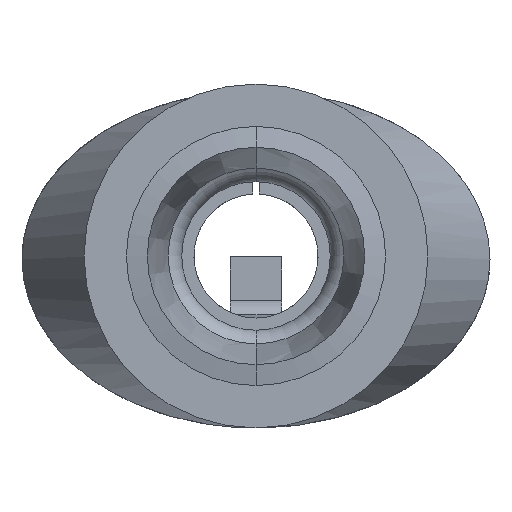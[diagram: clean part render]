
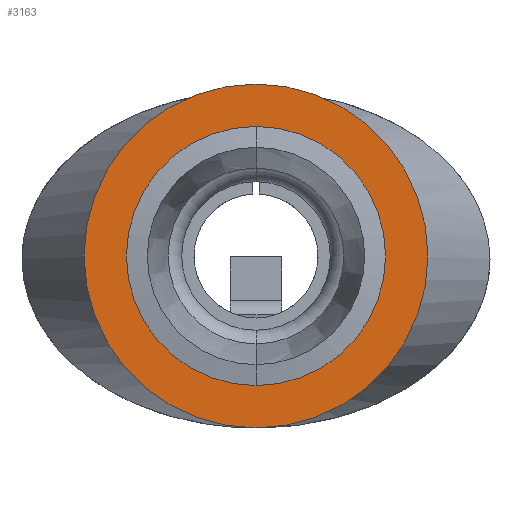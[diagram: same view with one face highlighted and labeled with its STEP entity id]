
A CAD part, front view. The second image highlights one B-rep face of the part: STEP entity #3163.
In plain terms, the highlighted planar face has unit normal (0, -1, 0).
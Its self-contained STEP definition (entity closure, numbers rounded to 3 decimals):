
#46 = ORIENTED_EDGE ( 'NONE', *, *, #743, .F. ) ;
#59 = EDGE_LOOP ( 'NONE', ( #46, #4072 ) ) ;
#61 = FACE_OUTER_BOUND ( 'NONE', #59, .T. ) ;
#206 = CARTESIAN_POINT ( 'NONE',  ( 2.84, -13., 1.375 ) ) ;
#258 = DIRECTION ( 'NONE',  ( 1., 0., 0. ) ) ;
#277 = PLANE ( 'NONE',  #3672 ) ;
#280 = DIRECTION ( 'NONE',  ( 1., 0., 0. ) ) ;
#339 = CIRCLE ( 'NONE', #4168, 2.14 ) ;
#345 = EDGE_CURVE ( 'NONE', #623, #4314, #1620, .T. ) ;
#527 = ORIENTED_EDGE ( 'NONE', *, *, #3828, .T. ) ;
#541 = AXIS2_PLACEMENT_3D ( 'NONE', #1459, #1897, #4012 ) ;
#623 = VERTEX_POINT ( 'NONE', #206 ) ;
#743 = EDGE_CURVE ( 'NONE', #4314, #623, #2571, .T. ) ;
#990 = DIRECTION ( 'NONE',  ( 1., 0., 0. ) ) ;
#1127 = FACE_BOUND ( 'NONE', #2724, .T. ) ;
#1144 = CARTESIAN_POINT ( 'NONE',  ( -2.84, -13., 1.375 ) ) ;
#1454 = CIRCLE ( 'NONE', #5319, 2.14 ) ;
#1459 = CARTESIAN_POINT ( 'NONE',  ( 0., -13., 1.375 ) ) ;
#1552 = DIRECTION ( 'NONE',  ( 0., 1., 0. ) ) ;
#1620 = CIRCLE ( 'NONE', #4103, 2.84 ) ;
#1698 = VERTEX_POINT ( 'NONE', #3871 ) ;
#1897 = DIRECTION ( 'NONE',  ( 0., 1., 0. ) ) ;
#2428 = DIRECTION ( 'NONE',  ( 0., -1., 0. ) ) ;
#2571 = CIRCLE ( 'NONE', #541, 2.84 ) ;
#2645 = DIRECTION ( 'NONE',  ( 0., 1., 0. ) ) ;
#2648 = ORIENTED_EDGE ( 'NONE', *, *, #4293, .T. ) ;
#2724 = EDGE_LOOP ( 'NONE', ( #2648, #527 ) ) ;
#2931 = DIRECTION ( 'NONE',  ( 0., 1., 0. ) ) ;
#2988 = DIRECTION ( 'NONE',  ( -1., 0., 0. ) ) ;
#3163 = ADVANCED_FACE ( 'NONE', ( #1127, #61 ), #277, .T. ) ;
#3452 = CARTESIAN_POINT ( 'NONE',  ( -2.14, -13., 1.375 ) ) ;
#3672 = AXIS2_PLACEMENT_3D ( 'NONE', #4560, #2428, #258 ) ;
#3828 = EDGE_CURVE ( 'NONE', #1698, #4791, #339, .T. ) ;
#3871 = CARTESIAN_POINT ( 'NONE',  ( 2.14, -13., 1.375 ) ) ;
#3910 = CARTESIAN_POINT ( 'NONE',  ( 0., -13., 1.375 ) ) ;
#4012 = DIRECTION ( 'NONE',  ( -1., 0., 0. ) ) ;
#4072 = ORIENTED_EDGE ( 'NONE', *, *, #345, .F. ) ;
#4103 = AXIS2_PLACEMENT_3D ( 'NONE', #5107, #2931, #2988 ) ;
#4168 = AXIS2_PLACEMENT_3D ( 'NONE', #3910, #2645, #990 ) ;
#4293 = EDGE_CURVE ( 'NONE', #4791, #1698, #1454, .T. ) ;
#4314 = VERTEX_POINT ( 'NONE', #1144 ) ;
#4560 = CARTESIAN_POINT ( 'NONE',  ( -2.84, -13., 1.375 ) ) ;
#4791 = VERTEX_POINT ( 'NONE', #3452 ) ;
#5107 = CARTESIAN_POINT ( 'NONE',  ( 0., -13., 1.375 ) ) ;
#5319 = AXIS2_PLACEMENT_3D ( 'NONE', #5369, #1552, #280 ) ;
#5369 = CARTESIAN_POINT ( 'NONE',  ( 0., -13., 1.375 ) ) ;
